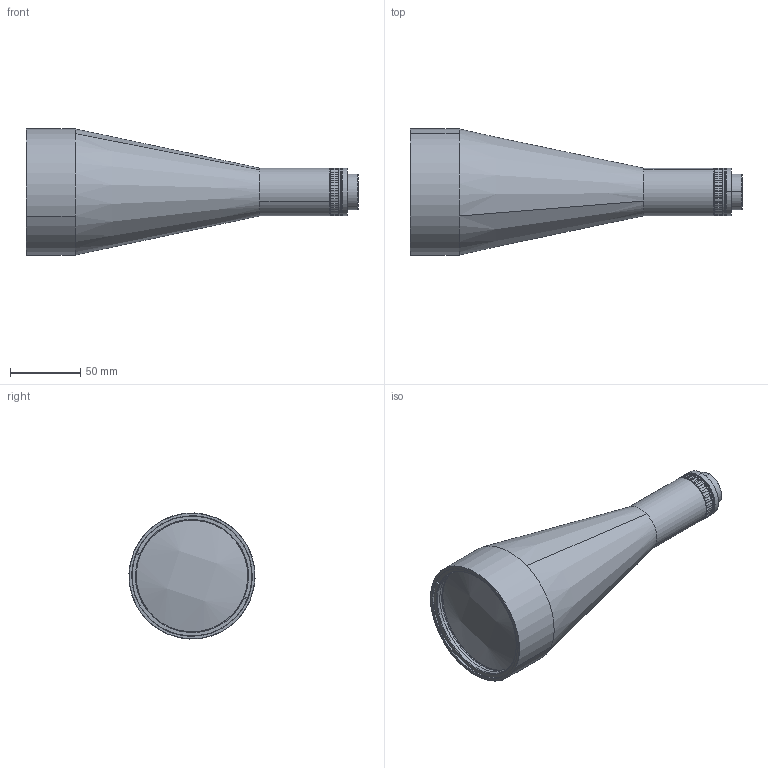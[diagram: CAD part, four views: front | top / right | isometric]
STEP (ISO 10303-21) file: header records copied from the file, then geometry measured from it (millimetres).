
FILE_DESCRIPTION (( 'STEP AP214' ), '1' );
FILE_NAME ('TTL06-70-150C.STEP', '2023-05-12T02:18:46', ( '' ), ( '' ), 'SwSTEP 2.0', 'SolidWorks 2022', '' );
FILE_SCHEMA (( 'AUTOMOTIVE_DESIGN' ));
Length unit declared in the file: millimetre
Products named in the file (1): TTL06-70-150C
Bounding box: 236.89 x 89.92 x 89.92 mm (x, y, z)
Volume: 258729.3 mm3; surface area: 112816.8 mm2
Topology: 22 solids, 22 shells, 410 faces, 930 edges, 587 vertices
Faces by surface type: cylinder 197, cone 94, plane 84, bspline 35
Entity records: 18003 total; most frequent: CARTESIAN_POINT 3910, DIRECTION 2063, ORIENTED_EDGE 1860, EDGE_CURVE 930, AXIS2_PLACEMENT_3D 866, VERTEX_POINT 587, CIRCLE 490, EDGE_LOOP 469
